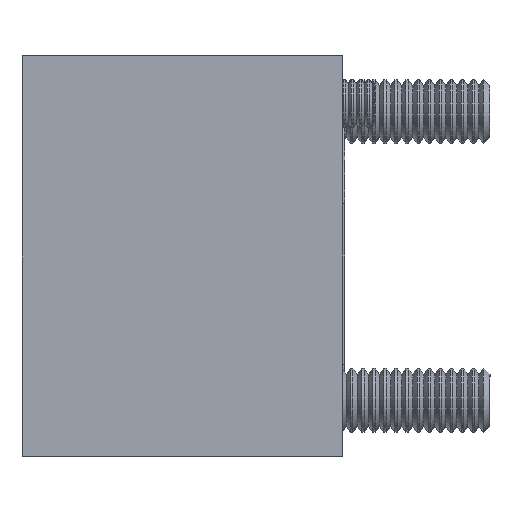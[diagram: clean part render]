
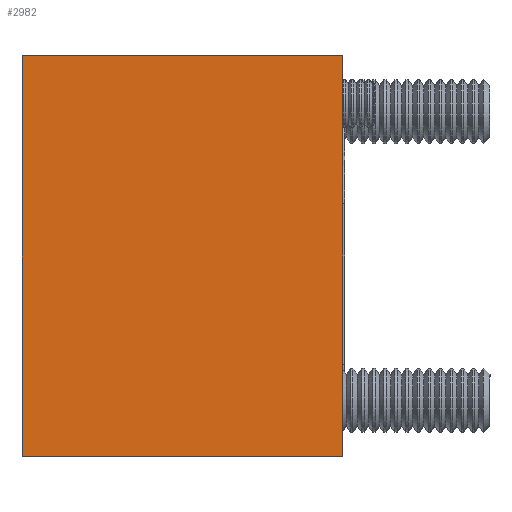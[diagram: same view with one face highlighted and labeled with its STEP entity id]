
A CAD part, left-side view. The second image highlights one B-rep face of the part: STEP entity #2982.
In plain terms, the highlighted planar face has unit normal (-1, 0, 0).
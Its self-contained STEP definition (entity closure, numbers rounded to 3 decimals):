
#238 = CARTESIAN_POINT ( 'NONE',  ( 6.311, 56.11, 58.643 ) ) ;
#288 = VECTOR ( 'NONE', #15287, 1000. ) ;
#528 = EDGE_LOOP ( 'NONE', ( #16076, #4373, #13109, #6646 ) ) ;
#2405 = CARTESIAN_POINT ( 'NONE',  ( 6.311, 36.11, 46.143 ) ) ;
#2982 = ADVANCED_FACE ( 'NONE', ( #17804 ), #7572, .F. ) ;
#2992 = LINE ( 'NONE', #2405, #13568 ) ;
#3920 = DIRECTION ( 'NONE',  ( 1., 0., 0. ) ) ;
#4092 = VERTEX_POINT ( 'NONE', #13037 ) ;
#4373 = ORIENTED_EDGE ( 'NONE', *, *, #9057, .T. ) ;
#5207 = VERTEX_POINT ( 'NONE', #6088 ) ;
#5955 = CARTESIAN_POINT ( 'NONE',  ( 6.311, 56.11, 58.643 ) ) ;
#6088 = CARTESIAN_POINT ( 'NONE',  ( 6.311, 36.11, 58.643 ) ) ;
#6646 = ORIENTED_EDGE ( 'NONE', *, *, #7861, .F. ) ;
#6723 = CARTESIAN_POINT ( 'NONE',  ( 6.311, 56.11, 46.143 ) ) ;
#7572 = PLANE ( 'NONE',  #22085 ) ;
#7861 = EDGE_CURVE ( 'NONE', #5207, #8692, #2992, .T. ) ;
#8583 = DIRECTION ( 'NONE',  ( 0., 0., -1. ) ) ;
#8692 = VERTEX_POINT ( 'NONE', #18749 ) ;
#9057 = EDGE_CURVE ( 'NONE', #4092, #13193, #19749, .T. ) ;
#9849 = DIRECTION ( 'NONE',  ( 0., 0., -1. ) ) ;
#12868 = VECTOR ( 'NONE', #15305, 1000. ) ;
#13037 = CARTESIAN_POINT ( 'NONE',  ( 6.311, 56.11, 58.643 ) ) ;
#13109 = ORIENTED_EDGE ( 'NONE', *, *, #18396, .T. ) ;
#13193 = VERTEX_POINT ( 'NONE', #17520 ) ;
#13568 = VECTOR ( 'NONE', #9849, 1000. ) ;
#14576 = LINE ( 'NONE', #22684, #288 ) ;
#15287 = DIRECTION ( 'NONE',  ( 0., -1., 0. ) ) ;
#15305 = DIRECTION ( 'NONE',  ( 0., -1., 0. ) ) ;
#16076 = ORIENTED_EDGE ( 'NONE', *, *, #16577, .F. ) ;
#16577 = EDGE_CURVE ( 'NONE', #4092, #5207, #22776, .T. ) ;
#17050 = DIRECTION ( 'NONE',  ( 0., 0., -1. ) ) ;
#17520 = CARTESIAN_POINT ( 'NONE',  ( 6.311, 56.11, 33.643 ) ) ;
#17804 = FACE_OUTER_BOUND ( 'NONE', #528, .T. ) ;
#18396 = EDGE_CURVE ( 'NONE', #13193, #8692, #14576, .T. ) ;
#18749 = CARTESIAN_POINT ( 'NONE',  ( 6.311, 36.11, 33.643 ) ) ;
#19749 = LINE ( 'NONE', #6723, #23016 ) ;
#22085 = AXIS2_PLACEMENT_3D ( 'NONE', #238, #3920, #17050 ) ;
#22684 = CARTESIAN_POINT ( 'NONE',  ( 6.311, 56.11, 33.643 ) ) ;
#22776 = LINE ( 'NONE', #5955, #12868 ) ;
#23016 = VECTOR ( 'NONE', #8583, 1000. ) ;
